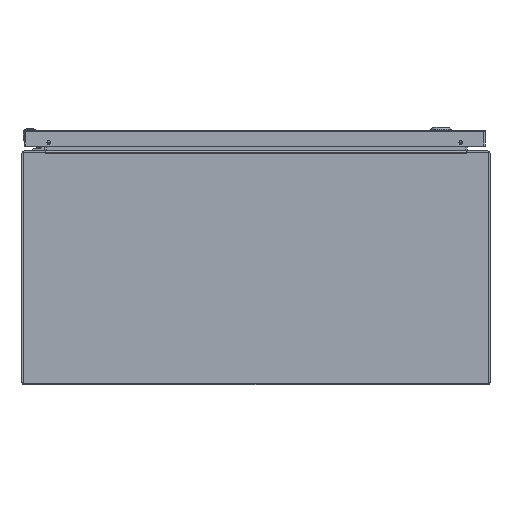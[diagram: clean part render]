
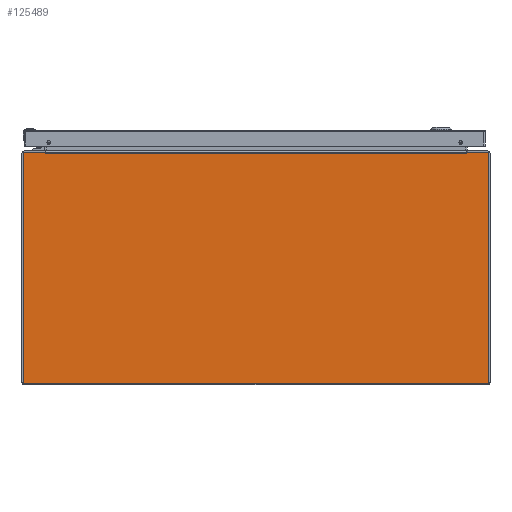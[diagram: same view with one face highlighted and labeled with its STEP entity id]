
A CAD part, front view. The second image highlights one B-rep face of the part: STEP entity #125489.
In plain terms, the highlighted planar face has unit normal (0, -1, 0).
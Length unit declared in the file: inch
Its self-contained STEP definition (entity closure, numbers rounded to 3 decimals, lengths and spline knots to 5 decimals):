
#940 = CARTESIAN_POINT ( 'NONE',  ( -10.81836, -20., 5.91 ) ) ;
#5332 = CIRCLE ( 'NONE', #117425, 0.08 ) ;
#5743 = VERTEX_POINT ( 'NONE', #30831 ) ;
#6883 = ORIENTED_EDGE ( 'NONE', *, *, #14569, .T. ) ;
#7004 = VERTEX_POINT ( 'NONE', #112314 ) ;
#8076 = CARTESIAN_POINT ( 'NONE',  ( 11.937, -20., 5.857 ) ) ;
#8684 = EDGE_CURVE ( 'NONE', #43086, #82282, #162510, .T. ) ;
#9153 = CARTESIAN_POINT ( 'NONE',  ( -11.937, -20., 5.857 ) ) ;
#14569 = EDGE_CURVE ( 'NONE', #139303, #147074, #119353, .T. ) ;
#17187 = LINE ( 'NONE', #78316, #109589 ) ;
#17907 = VERTEX_POINT ( 'NONE', #149482 ) ;
#19140 = ORIENTED_EDGE ( 'NONE', *, *, #151004, .F. ) ;
#19458 = ORIENTED_EDGE ( 'NONE', *, *, #76009, .F. ) ;
#19707 = LINE ( 'NONE', #188474, #54821 ) ;
#20960 = CARTESIAN_POINT ( 'NONE',  ( 0., -20., 5.937 ) ) ;
#22566 = LINE ( 'NONE', #113907, #42412 ) ;
#24637 = VECTOR ( 'NONE', #181719, 39.37008 ) ;
#25617 = CARTESIAN_POINT ( 'NONE',  ( -10.80578, -20., 5.883 ) ) ;
#28807 = EDGE_CURVE ( 'NONE', #82282, #139303, #22566, .T. ) ;
#30831 = CARTESIAN_POINT ( 'NONE',  ( 11.857, -20., 5.937 ) ) ;
#30970 = AXIS2_PLACEMENT_3D ( 'NONE', #78866, #109112, #81891 ) ;
#33089 = EDGE_CURVE ( 'NONE', #190674, #17907, #51311, .T. ) ;
#33800 = ORIENTED_EDGE ( 'NONE', *, *, #80815, .F. ) ;
#37533 = DIRECTION ( 'NONE',  ( 0., 1., 0. ) ) ;
#42412 = VECTOR ( 'NONE', #68609, 39.37008 ) ;
#42487 = LINE ( 'NONE', #165051, #117752 ) ;
#43086 = VERTEX_POINT ( 'NONE', #127890 ) ;
#44594 = EDGE_CURVE ( 'NONE', #156192, #91603, #19707, .T. ) ;
#46511 = VECTOR ( 'NONE', #88084, 39.37008 ) ;
#47777 = AXIS2_PLACEMENT_3D ( 'NONE', #121273, #108176, #169504 ) ;
#51311 = CIRCLE ( 'NONE', #163578, 0.08 ) ;
#54407 = AXIS2_PLACEMENT_3D ( 'NONE', #173219, #37533, #159055 ) ;
#54821 = VECTOR ( 'NONE', #96977, 39.37008 ) ;
#56657 = EDGE_CURVE ( 'NONE', #7004, #147074, #85840, .T. ) ;
#57384 = CIRCLE ( 'NONE', #47777, 0.08 ) ;
#57667 = DIRECTION ( 'NONE',  ( 1., 0., 0. ) ) ;
#65410 = EDGE_LOOP ( 'NONE', ( #138855, #19140, #171772, #91081, #99655, #195215, #108829, #19458, #33800, #145126, #174706, #6883, #97676, #91456 ) ) ;
#68609 = DIRECTION ( 'NONE',  ( -1., 0., 0. ) ) ;
#69414 = CARTESIAN_POINT ( 'NONE',  ( 11.857, -20., -5.857 ) ) ;
#73495 = DIRECTION ( 'NONE',  ( 0., 0., 1. ) ) ;
#73870 = CARTESIAN_POINT ( 'NONE',  ( -11.857, -20., -5.937 ) ) ;
#76009 = EDGE_CURVE ( 'NONE', #5743, #174906, #57384, .T. ) ;
#78316 = CARTESIAN_POINT ( 'NONE',  ( 0., -20., -5.937 ) ) ;
#78866 = CARTESIAN_POINT ( 'NONE',  ( 0., -20., 0. ) ) ;
#80815 = EDGE_CURVE ( 'NONE', #43086, #5743, #139399, .T. ) ;
#81521 = CARTESIAN_POINT ( 'NONE',  ( 11.937, -20., -5.857 ) ) ;
#81891 = DIRECTION ( 'NONE',  ( 0., 0., -1. ) ) ;
#82126 = DIRECTION ( 'NONE',  ( 1., 0., 0. ) ) ;
#82282 = VERTEX_POINT ( 'NONE', #167491 ) ;
#83551 = EDGE_CURVE ( 'NONE', #111343, #106506, #42487, .T. ) ;
#85840 = LINE ( 'NONE', #25617, #95061 ) ;
#88084 = DIRECTION ( 'NONE',  ( -0.174, 0., -0.985 ) ) ;
#88974 = CARTESIAN_POINT ( 'NONE',  ( -11.857, -20., -5.857 ) ) ;
#90464 = CARTESIAN_POINT ( 'NONE',  ( 11.937, -20., 0. ) ) ;
#91081 = ORIENTED_EDGE ( 'NONE', *, *, #156514, .F. ) ;
#91141 = LINE ( 'NONE', #940, #96907 ) ;
#91456 = ORIENTED_EDGE ( 'NONE', *, *, #166828, .F. ) ;
#91603 = VERTEX_POINT ( 'NONE', #108292 ) ;
#92439 = DIRECTION ( 'NONE',  ( -1., 0., 0. ) ) ;
#95061 = VECTOR ( 'NONE', #57667, 39.37008 ) ;
#96907 = VECTOR ( 'NONE', #165582, 39.37008 ) ;
#96977 = DIRECTION ( 'NONE',  ( 1., 0., 0. ) ) ;
#97676 = ORIENTED_EDGE ( 'NONE', *, *, #56657, .F. ) ;
#99655 = ORIENTED_EDGE ( 'NONE', *, *, #182373, .F. ) ;
#105545 = DIRECTION ( 'NONE',  ( 0., 0., -1. ) ) ;
#106506 = VERTEX_POINT ( 'NONE', #9153 ) ;
#108176 = DIRECTION ( 'NONE',  ( 0., 1., 0. ) ) ;
#108292 = CARTESIAN_POINT ( 'NONE',  ( -10.82312, -20., 5.937 ) ) ;
#108829 = ORIENTED_EDGE ( 'NONE', *, *, #182534, .F. ) ;
#109112 = DIRECTION ( 'NONE',  ( 0., -1., 0. ) ) ;
#109589 = VECTOR ( 'NONE', #92439, 39.37008 ) ;
#111343 = VERTEX_POINT ( 'NONE', #164552 ) ;
#112314 = CARTESIAN_POINT ( 'NONE',  ( -10.8136, -20., 5.883 ) ) ;
#113907 = CARTESIAN_POINT ( 'NONE',  ( 10.80578, -20., 5.883 ) ) ;
#117425 = AXIS2_PLACEMENT_3D ( 'NONE', #88974, #198509, #196519 ) ;
#117752 = VECTOR ( 'NONE', #73495, 39.37008 ) ;
#119353 = LINE ( 'NONE', #122288, #24637 ) ;
#120664 = LINE ( 'NONE', #90464, #147978 ) ;
#121273 = CARTESIAN_POINT ( 'NONE',  ( 11.857, -20., 5.857 ) ) ;
#122221 = CARTESIAN_POINT ( 'NONE',  ( -11.857, -20., 5.937 ) ) ;
#122288 = CARTESIAN_POINT ( 'NONE',  ( 0., -20., 5.883 ) ) ;
#125489 = ADVANCED_FACE ( 'NONE', ( #127122 ), #185505, .T. ) ;
#127122 = FACE_OUTER_BOUND ( 'NONE', #65410, .T. ) ;
#127890 = CARTESIAN_POINT ( 'NONE',  ( 10.82312, -20., 5.937 ) ) ;
#137059 = VERTEX_POINT ( 'NONE', #73870 ) ;
#138855 = ORIENTED_EDGE ( 'NONE', *, *, #44594, .F. ) ;
#139303 = VERTEX_POINT ( 'NONE', #149493 ) ;
#139399 = LINE ( 'NONE', #20960, #149174 ) ;
#145126 = ORIENTED_EDGE ( 'NONE', *, *, #8684, .T. ) ;
#147074 = VERTEX_POINT ( 'NONE', #169765 ) ;
#147978 = VECTOR ( 'NONE', #105545, 39.37008 ) ;
#149174 = VECTOR ( 'NONE', #82126, 39.37008 ) ;
#149482 = CARTESIAN_POINT ( 'NONE',  ( 11.857, -20., -5.937 ) ) ;
#149493 = CARTESIAN_POINT ( 'NONE',  ( 10.798, -20., 5.883 ) ) ;
#150615 = CIRCLE ( 'NONE', #54407, 0.08 ) ;
#151004 = EDGE_CURVE ( 'NONE', #106506, #156192, #150615, .T. ) ;
#156192 = VERTEX_POINT ( 'NONE', #122221 ) ;
#156514 = EDGE_CURVE ( 'NONE', #137059, #111343, #5332, .T. ) ;
#159055 = DIRECTION ( 'NONE',  ( 0., 0., -1. ) ) ;
#162510 = LINE ( 'NONE', #166453, #46511 ) ;
#162879 = DIRECTION ( 'NONE',  ( 0., 0., -1. ) ) ;
#163578 = AXIS2_PLACEMENT_3D ( 'NONE', #69414, #175094, #162879 ) ;
#164552 = CARTESIAN_POINT ( 'NONE',  ( -11.937, -20., -5.857 ) ) ;
#165051 = CARTESIAN_POINT ( 'NONE',  ( -11.937, -20., 0. ) ) ;
#165582 = DIRECTION ( 'NONE',  ( 0.174, 0., -0.985 ) ) ;
#166453 = CARTESIAN_POINT ( 'NONE',  ( 10.81836, -20., 5.91 ) ) ;
#166828 = EDGE_CURVE ( 'NONE', #91603, #7004, #91141, .T. ) ;
#167491 = CARTESIAN_POINT ( 'NONE',  ( 10.8136, -20., 5.883 ) ) ;
#169504 = DIRECTION ( 'NONE',  ( 0., 0., -1. ) ) ;
#169765 = CARTESIAN_POINT ( 'NONE',  ( -10.798, -20., 5.883 ) ) ;
#171772 = ORIENTED_EDGE ( 'NONE', *, *, #83551, .F. ) ;
#173219 = CARTESIAN_POINT ( 'NONE',  ( -11.857, -20., 5.857 ) ) ;
#174706 = ORIENTED_EDGE ( 'NONE', *, *, #28807, .T. ) ;
#174906 = VERTEX_POINT ( 'NONE', #8076 ) ;
#175094 = DIRECTION ( 'NONE',  ( 0., 1., 0. ) ) ;
#181719 = DIRECTION ( 'NONE',  ( -1., 0., 0. ) ) ;
#182373 = EDGE_CURVE ( 'NONE', #17907, #137059, #17187, .T. ) ;
#182534 = EDGE_CURVE ( 'NONE', #174906, #190674, #120664, .T. ) ;
#185505 = PLANE ( 'NONE',  #30970 ) ;
#188474 = CARTESIAN_POINT ( 'NONE',  ( 0., -20., 5.937 ) ) ;
#190674 = VERTEX_POINT ( 'NONE', #81521 ) ;
#195215 = ORIENTED_EDGE ( 'NONE', *, *, #33089, .F. ) ;
#196519 = DIRECTION ( 'NONE',  ( 0., 0., -1. ) ) ;
#198509 = DIRECTION ( 'NONE',  ( 0., 1., 0. ) ) ;
